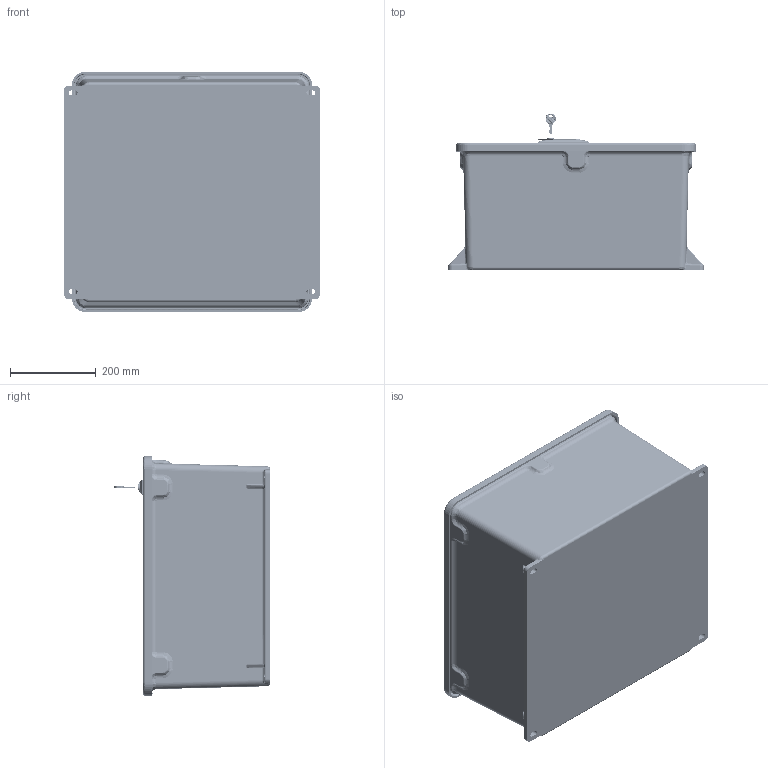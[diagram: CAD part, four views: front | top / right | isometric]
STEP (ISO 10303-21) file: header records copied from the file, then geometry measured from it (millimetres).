
FILE_DESCRIPTION(/* description */ (''),/* implementation_level */ '2;1');
FILE_NAME(/* name */ 'HW-J2020103PT.stp',/* time_stamp */ '2016-08-16T11:51:52-05:00',/* author */ ('lieb_t'),/* organization */ (''),/* preprocessor_version */ 'ST-DEVELOPER v16.5',/* originating_system */ 'Autodesk Inventor 2017',/* authorisation */ '');
FILE_SCHEMA (('CONFIG_CONTROL_DESIGN'));
Products named in the file (53): HW-J2020103PT; WP2020HBOX; RMINS25020A12-18; RMHING19-1/2; RMHINGBOX19.5; RMHINGCOV19.5; RMHINGPIN19.5; RMRIV44; WP2020HU3PT; WP2020HCVR; WP2020seal; RMINSM60X364P; WP1-8X3-4X3-4KEEPE; WP1-8X3-4X3-4KEEPE_1; RMRIV46; 1150-U1-02; 1150-01-01; 1150-13; 1150-05; 1150-09; 1150-10; 1000-277-03; 1150-03-01; 1150-14; 1150-15; 1108-U46; 1108-21-01; 1108-U35; 1108-14-333; 1108-15; 1108-15-01; 1108-19; 1108-31; 1108-25; 1150-12; DIN1481_2_5X10; DIN3771_15X2_5; RMSC818X1-2PHPS; 1121-82; 1000-U776 ...
Assembly tree (80 placements, depth 5):
  HW-J2020103PT
    WP2020HBOX
    RMINS25020A12-18  x4
    RMHING19-1/2
      RMHINGBOX19.5
      RMHINGCOV19.5
      RMHINGPIN19.5
      RMRIV44  x12
    WP2020HU3PT
      WP2020HCVR
      WP2020seal
      RMINSM60X364P  x2
    WP1-8X3-4X3-4KEEPE  x3
      WP1-8X3-4X3-4KEEPE_1
      RMRIV46
    1150-U1-02
      1150-01-01
      1150-13
      1150-05
      1150-09
      1150-10
      1000-277-03
      1150-03-01
      1150-14
      1150-15
      1108-U46
        1108-21-01
        1108-U35
          1108-14-333
          1108-15
          1108-15-01
        1108-19
        1108-31
        1108-25  x5
      1150-12
      DIN1481_2_5X10
      DIN3771_15X2_5
      RMSC818X1-2PHPS  x2
      1121-82
      1000-U776
        1000-465
        D6799_5  x2
      1000-19
      1000-U49  x2
        1000-105
        D933_M5X8
      1049-U18-01  x2
        1049-U18-01_1
        1049-08
        1049-09
      1001-U12  x2
        1001-U12_1
        DIN917_M6
Bounding box: 596.9 x 364.66 x 562.33 mm (x, y, z)
Volume: 6815673 mm3; surface area: 2701672 mm2
Topology: 79 solids, 128 shells, 5186 faces, 13117 edges, 8259 vertices
Faces by surface type: cylinder 2736, plane 1681, bspline 324, torus 242, cone 128, sphere 75
Full cylindrical faces by diameter (mm): 1 x4, 1.905 x6, 2.159 x79, 2.5 x1, 2.64 x12, 2.7 x2, 2.9 x1, 3 x4, 3.1 x2, 3.175 x18, 3.327 x12, 3.4 x2, 3.531 x12, 3.556 x12, 4 x3, 4.1 x2, 4.2 x6, 4.3 x2, 4.8 x1, 5 x6, 5.182 x4, 5.5 x1, 5.588 x2, 6 x5, 6.2 x3, 7.5 x3, 7.874 x2, 8 x4, 8.179 x4, 8.4 x2
Entity records: 161259 total; most frequent: CARTESIAN_POINT 43287, DIRECTION 26179, ORIENTED_EDGE 23508, EDGE_CURVE 11754, AXIS2_PLACEMENT_3D 10696, VERTEX_POINT 7488, EDGE_LOOP 5416, LINE 4787
